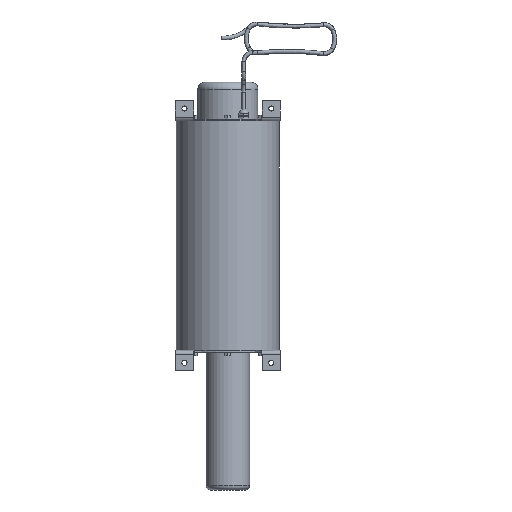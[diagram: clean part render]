
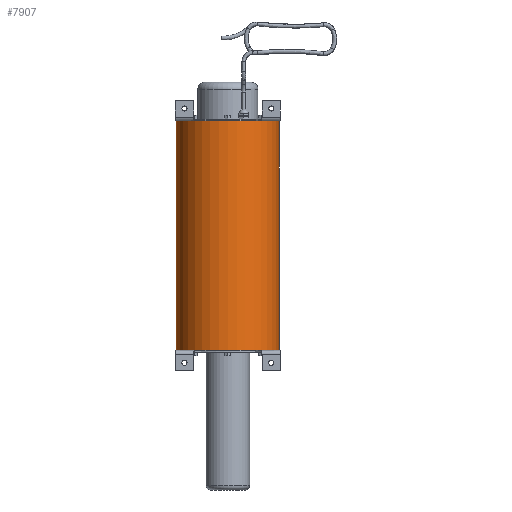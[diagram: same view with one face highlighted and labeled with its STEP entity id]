
A CAD part, front view. The second image highlights one B-rep face of the part: STEP entity #7907.
In plain terms, the highlighted cylindrical face has radius 112 mm (diameter 224 mm), a full revolution.
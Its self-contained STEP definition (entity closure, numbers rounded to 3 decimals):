
#110=CIRCLE($,#8228,112.);
#111=CIRCLE($,#8230,112.);
#158=CIRCLE($,#8416,112.);
#159=CIRCLE($,#8417,112.);
#301=FACE_BOUND($,#1373,.T.);
#302=FACE_BOUND($,#1374,.T.);
#899=FACE_OUTER_BOUND($,#1372,.T.);
#1372=EDGE_LOOP($,(#6303));
#1373=EDGE_LOOP($,(#6304));
#1374=EDGE_LOOP($,(#6305,#6306,#6307,#6308,#6309,#6310,#6311,#6312));
#1788=B_SPLINE_CURVE_WITH_KNOTS($,3,(#12328,#12329,#12330,#12331,#12332,
#12333,#12334,#12335,#12336,#12337),.UNSPECIFIED.,.F.,.F.,(4,2,2,2,4),(1.15,
1.448,1.745,2.028,2.31),
 .UNSPECIFIED.);
#1789=B_SPLINE_CURVE_WITH_KNOTS($,3,(#12346,#12347,#12348,#12349,#12350,
#12351,#12352,#12353,#12354,#12355),.UNSPECIFIED.,.F.,.F.,(4,2,2,2,4),(2.31,
2.592,2.875,3.173,3.47),
 .UNSPECIFIED.);
#1790=B_SPLINE_CURVE_WITH_KNOTS($,3,(#12366,#12367,#12368,#12369,#12370,
#12371,#12372,#12373,#12374,#12375),.UNSPECIFIED.,.F.,.F.,(4,2,2,2,4),(0.,
0.283,0.565,0.853,1.142),
 .UNSPECIFIED.);
#1791=B_SPLINE_CURVE_WITH_KNOTS($,3,(#12382,#12383,#12384,#12385,#12386,
#12387,#12388,#12389,#12390,#12391),.UNSPECIFIED.,.F.,.F.,(4,2,2,2,4),(-1.142,
-0.853,-0.565,-0.283,0.),
 .UNSPECIFIED.);
#2151=LINE($,#12342,#2780);
#2156=LINE($,#12379,#2785);
#2780=VECTOR($,#8892,105.);
#2785=VECTOR($,#8911,105.);
#3462=VERTEX_POINT($,#12325);
#3463=VERTEX_POINT($,#12327);
#3464=VERTEX_POINT($,#12340);
#3465=VERTEX_POINT($,#12344);
#3466=VERTEX_POINT($,#12357);
#3467=VERTEX_POINT($,#12361);
#3468=VERTEX_POINT($,#12365);
#3469=VERTEX_POINT($,#12378);
#3692=VERTEX_POINT($,#14082);
#3693=VERTEX_POINT($,#14084);
#4295=EDGE_CURVE($,#3463,#3462,#1788,.T.);
#4298=EDGE_CURVE($,#3462,#3464,#2151,.T.);
#4300=EDGE_CURVE($,#3464,#3465,#1789,.T.);
#4302=EDGE_CURVE($,#3465,#3466,#110,.T.);
#4303=EDGE_CURVE($,#3467,#3463,#111,.T.);
#4305=EDGE_CURVE($,#3468,#3467,#1790,.T.);
#4307=EDGE_CURVE($,#3469,#3468,#2156,.T.);
#4309=EDGE_CURVE($,#3466,#3469,#1791,.T.);
#4643=EDGE_CURVE($,#3692,#3692,#158,.T.);
#4644=EDGE_CURVE($,#3693,#3693,#159,.T.);
#6303=ORIENTED_EDGE($,*,*,#4643,.F.);
#6304=ORIENTED_EDGE($,*,*,#4644,.F.);
#6305=ORIENTED_EDGE($,*,*,#4295,.T.);
#6306=ORIENTED_EDGE($,*,*,#4298,.T.);
#6307=ORIENTED_EDGE($,*,*,#4300,.T.);
#6308=ORIENTED_EDGE($,*,*,#4302,.T.);
#6309=ORIENTED_EDGE($,*,*,#4309,.T.);
#6310=ORIENTED_EDGE($,*,*,#4307,.T.);
#6311=ORIENTED_EDGE($,*,*,#4305,.T.);
#6312=ORIENTED_EDGE($,*,*,#4303,.T.);
#7655=CYLINDRICAL_SURFACE($,#8415,112.);
#7907=ADVANCED_FACE($,(#899,#301,#302),#7655,.T.);
#8228=AXIS2_PLACEMENT_3D($,#12359,#8899,#8900);
#8230=AXIS2_PLACEMENT_3D($,#12362,#8903,#8904);
#8415=AXIS2_PLACEMENT_3D($,#14081,#9462,#9463);
#8416=AXIS2_PLACEMENT_3D($,#14083,#9464,#9465);
#8417=AXIS2_PLACEMENT_3D($,#14085,#9466,#9467);
#8892=DIRECTION($,(0.,0.,1.));
#8899=DIRECTION('center_axis',(0.,0.,
1.));
#8900=DIRECTION('ref_axis',(1.,0.,0.));
#8903=DIRECTION('center_axis',(0.,0.,
-1.));
#8904=DIRECTION('ref_axis',(1.,0.,0.));
#8911=DIRECTION($,(0.,0.,-1.));
#9462=DIRECTION('center_axis',(0.,0.,-1.));
#9463=DIRECTION('ref_axis',(1.,0.,0.));
#9464=DIRECTION('center_axis',(0.,0.,1.));
#9465=DIRECTION('ref_axis',(1.,0.,0.));
#9466=DIRECTION('center_axis',(0.,0.,-1.));
#9467=DIRECTION('ref_axis',(1.,0.,0.));
#12325=CARTESIAN_POINT('',(39.338,104.864,-331.997));
#12327=CARTESIAN_POINT('',(31.838,107.379,-339.497));
#12328=CARTESIAN_POINT('Ctrl Pts',(31.838,107.379,-339.497));
#12329=CARTESIAN_POINT('Ctrl Pts',(32.79,107.097,-339.497));
#12330=CARTESIAN_POINT('Ctrl Pts',(33.803,106.782,-339.306));
#12331=CARTESIAN_POINT('Ctrl Pts',(35.669,106.173,-338.524));
#12332=CARTESIAN_POINT('Ctrl Pts',(36.521,105.881,-337.934));
#12333=CARTESIAN_POINT('Ctrl Pts',(37.835,105.418,-336.593));
#12334=CARTESIAN_POINT('Ctrl Pts',(38.398,105.213,-335.764));
#12335=CARTESIAN_POINT('Ctrl Pts',(39.15,104.935,-333.937));
#12336=CARTESIAN_POINT('Ctrl Pts',(39.338,104.864,-332.938));
#12337=CARTESIAN_POINT('Ctrl Pts',(39.338,104.864,-331.997));
#12340=CARTESIAN_POINT('',(39.338,104.864,-226.997));
#12342=CARTESIAN_POINT($,(39.338,104.864,0.));
#12344=CARTESIAN_POINT('',(31.838,107.379,-219.497));
#12346=CARTESIAN_POINT('Ctrl Pts',(39.338,104.864,-226.997));
#12347=CARTESIAN_POINT('Ctrl Pts',(39.338,104.864,-226.056));
#12348=CARTESIAN_POINT('Ctrl Pts',(39.15,104.935,-225.058));
#12349=CARTESIAN_POINT('Ctrl Pts',(38.398,105.213,-223.23));
#12350=CARTESIAN_POINT('Ctrl Pts',(37.835,105.418,-222.402));
#12351=CARTESIAN_POINT('Ctrl Pts',(36.521,105.881,-221.06));
#12352=CARTESIAN_POINT('Ctrl Pts',(35.669,106.173,-220.471));
#12353=CARTESIAN_POINT('Ctrl Pts',(33.803,106.782,-219.689));
#12354=CARTESIAN_POINT('Ctrl Pts',(32.79,107.097,-219.497));
#12355=CARTESIAN_POINT('Ctrl Pts',(31.838,107.379,-219.497));
#12357=CARTESIAN_POINT('',(-19.162,110.349,-219.497));
#12359=CARTESIAN_POINT('Origin',(0.,0.,-219.497));
#12361=CARTESIAN_POINT('',(-19.162,110.349,-339.497));
#12362=CARTESIAN_POINT('Origin',(0.,0.,-339.497));
#12365=CARTESIAN_POINT('',(-26.662,108.78,-331.997));
#12366=CARTESIAN_POINT('Ctrl Pts',(-26.662,108.78,-331.997));
#12367=CARTESIAN_POINT('Ctrl Pts',(-26.662,108.78,-332.939));
#12368=CARTESIAN_POINT('Ctrl Pts',(-26.474,108.827,-333.942));
#12369=CARTESIAN_POINT('Ctrl Pts',(-25.713,109.009,-335.781));
#12370=CARTESIAN_POINT('Ctrl Pts',(-25.142,109.144,-336.618));
#12371=CARTESIAN_POINT('Ctrl Pts',(-23.818,109.44,-337.953));
#12372=CARTESIAN_POINT('Ctrl Pts',(-22.972,109.623,-338.535));
#12373=CARTESIAN_POINT('Ctrl Pts',(-21.117,109.995,-339.307));
#12374=CARTESIAN_POINT('Ctrl Pts',(-20.109,110.184,-339.497));
#12375=CARTESIAN_POINT('Ctrl Pts',(-19.162,110.349,-339.497));
#12378=CARTESIAN_POINT('',(-26.662,108.78,-226.997));
#12379=CARTESIAN_POINT($,(-26.662,108.78,0.));
#12382=CARTESIAN_POINT('Ctrl Pts',(-19.162,110.349,-219.497));
#12383=CARTESIAN_POINT('Ctrl Pts',(-20.109,110.184,-219.497));
#12384=CARTESIAN_POINT('Ctrl Pts',(-21.117,109.995,-219.687));
#12385=CARTESIAN_POINT('Ctrl Pts',(-22.972,109.623,-220.46));
#12386=CARTESIAN_POINT('Ctrl Pts',(-23.818,109.44,-221.042));
#12387=CARTESIAN_POINT('Ctrl Pts',(-25.142,109.144,-222.376));
#12388=CARTESIAN_POINT('Ctrl Pts',(-25.713,109.009,-223.214));
#12389=CARTESIAN_POINT('Ctrl Pts',(-26.474,108.827,-225.053));
#12390=CARTESIAN_POINT('Ctrl Pts',(-26.662,108.78,-226.056));
#12391=CARTESIAN_POINT('Ctrl Pts',(-26.662,108.78,-226.997));
#14081=CARTESIAN_POINT('Origin',(0.,0.,0.));
#14082=CARTESIAN_POINT('',(-112.,0.,0.));
#14083=CARTESIAN_POINT('Origin',(0.,0.,0.));
#14084=CARTESIAN_POINT('',(-112.,0.,-500.));
#14085=CARTESIAN_POINT('Origin',(0.,0.,-500.));
